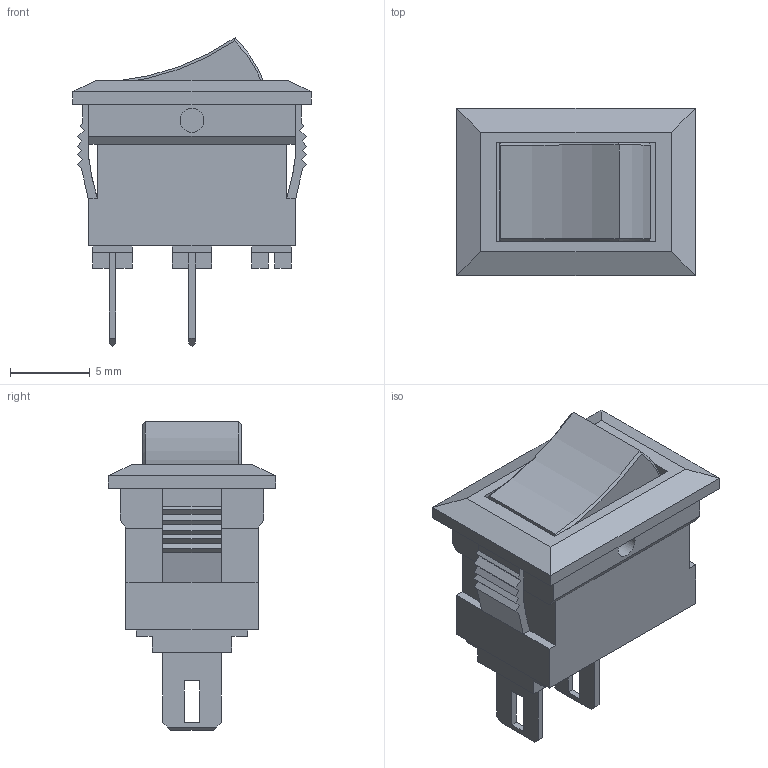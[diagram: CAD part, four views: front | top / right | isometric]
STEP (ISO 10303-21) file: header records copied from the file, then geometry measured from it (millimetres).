
FILE_DESCRIPTION(/* description */ (''),/* implementation_level */ '2;1');
FILE_NAME(/* name */ 'MINI SWITCH.step',/* time_stamp */ '2023-04-09T22:59:25+02:00',/* author */ (''),/* organization */ (''),/* preprocessor_version */ 'ST-DEVELOPER v19.2',/* originating_system */ 'Autodesk Translation Framework v11.17.0.187',/* authorisation */ '');
FILE_SCHEMA (('AUTOMOTIVE_DESIGN { 1 0 10303 214 3 1 1 }'));
Length unit declared in the file: millimetre
Products named in the file (1): MINI SWITCH LED
Bounding box: 15 x 10.5 x 19.39 mm (x, y, z)
Volume: 1096.9 mm3; surface area: 1410.1 mm2
Topology: 4 solids, 4 shells, 145 faces, 384 edges, 250 vertices
Faces by surface type: plane 132, cylinder 5, bspline 4, cone 4
Full cylindrical faces by diameter (mm): 1.5 x2
Entity records: 4537 total; most frequent: CARTESIAN_POINT 910, ORIENTED_EDGE 768, DIRECTION 666, EDGE_CURVE 384, LINE 354, VECTOR 354, VERTEX_POINT 250, EDGE_LOOP 156
